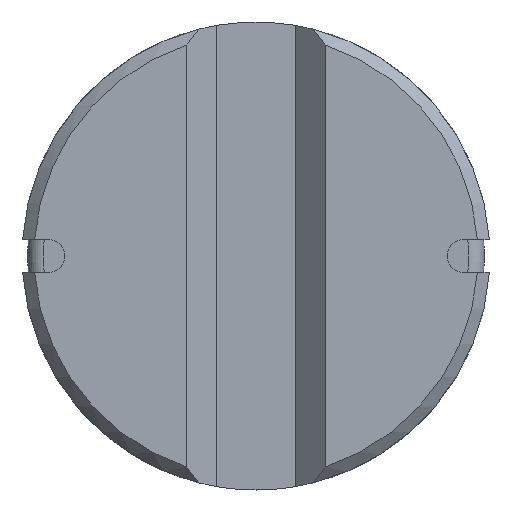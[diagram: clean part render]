
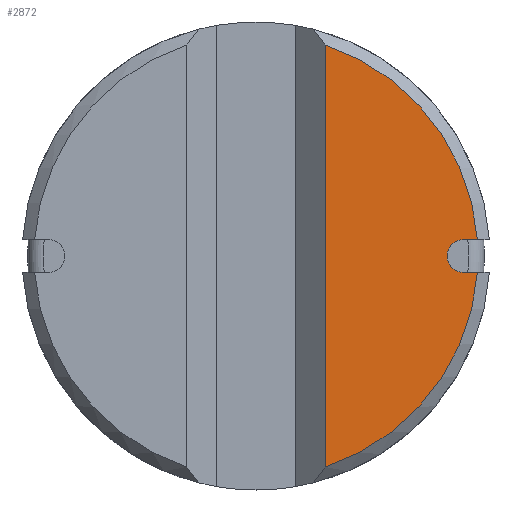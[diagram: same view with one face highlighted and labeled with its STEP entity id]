
A CAD part, front view. The second image highlights one B-rep face of the part: STEP entity #2872.
In plain terms, the highlighted planar face has unit normal (0, -1, 0).
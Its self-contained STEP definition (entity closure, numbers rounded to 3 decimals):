
#44 = CARTESIAN_POINT ( 'NONE',  ( 4.344, -0.127, 0. ) ) ;
#92 = DIRECTION ( 'NONE',  ( 0., 0., -1. ) ) ;
#107 = VERTEX_POINT ( 'NONE', #643 ) ;
#206 = CARTESIAN_POINT ( 'NONE',  ( 4.344, -0.127, 0. ) ) ;
#319 = DIRECTION ( 'NONE',  ( 0., 1., 0. ) ) ;
#391 = ORIENTED_EDGE ( 'NONE', *, *, #4108, .F. ) ;
#404 = DIRECTION ( 'NONE',  ( 0., 0., 1. ) ) ;
#593 = CARTESIAN_POINT ( 'NONE',  ( 1.45, -0.127, -4.418 ) ) ;
#643 = CARTESIAN_POINT ( 'NONE',  ( 4.344, -0.127, 0.344 ) ) ;
#804 = LINE ( 'NONE', #4831, #2491 ) ;
#842 = EDGE_CURVE ( 'NONE', #4654, #4544, #2501, .T. ) ;
#858 = CIRCLE ( 'NONE', #3505, 0.344 ) ;
#1035 = EDGE_LOOP ( 'NONE', ( #391, #1332, #3043, #3392, #4713, #2551 ) ) ;
#1046 = CIRCLE ( 'NONE', #4088, 4.65 ) ;
#1155 = EDGE_CURVE ( 'NONE', #4288, #107, #2085, .T. ) ;
#1226 = VERTEX_POINT ( 'NONE', #2135 ) ;
#1275 = CARTESIAN_POINT ( 'NONE',  ( 4.637, -0.127, 0.344 ) ) ;
#1332 = ORIENTED_EDGE ( 'NONE', *, *, #1155, .F. ) ;
#1346 = DIRECTION ( 'NONE',  ( 0., 0., 1. ) ) ;
#1472 = CARTESIAN_POINT ( 'NONE',  ( 1.45, -0.127, 4.418 ) ) ;
#1532 = DIRECTION ( 'NONE',  ( 0., 0., 1. ) ) ;
#1542 = CARTESIAN_POINT ( 'NONE',  ( 0., -0.127, 0. ) ) ;
#1840 = CIRCLE ( 'NONE', #2249, 4.65 ) ;
#2055 = VECTOR ( 'NONE', #1346, 1000. ) ;
#2085 = LINE ( 'NONE', #3645, #3853 ) ;
#2127 = DIRECTION ( 'NONE',  ( 0., 0., -1. ) ) ;
#2135 = CARTESIAN_POINT ( 'NONE',  ( 4.344, -0.127, -0.344 ) ) ;
#2249 = AXIS2_PLACEMENT_3D ( 'NONE', #3889, #319, #1532 ) ;
#2436 = PLANE ( 'NONE',  #2497 ) ;
#2491 = VECTOR ( 'NONE', #3629, 1000. ) ;
#2497 = AXIS2_PLACEMENT_3D ( 'NONE', #44, #4025, #92 ) ;
#2501 = LINE ( 'NONE', #4117, #2055 ) ;
#2551 = ORIENTED_EDGE ( 'NONE', *, *, #3312, .F. ) ;
#2872 = ADVANCED_FACE ( 'NONE', ( #3572 ), #2436, .T. ) ;
#3043 = ORIENTED_EDGE ( 'NONE', *, *, #4879, .F. ) ;
#3312 = EDGE_CURVE ( 'NONE', #1226, #4487, #804, .T. ) ;
#3392 = ORIENTED_EDGE ( 'NONE', *, *, #842, .F. ) ;
#3505 = AXIS2_PLACEMENT_3D ( 'NONE', #206, #4461, #2127 ) ;
#3572 = FACE_OUTER_BOUND ( 'NONE', #1035, .T. ) ;
#3629 = DIRECTION ( 'NONE',  ( 1., 0., 0. ) ) ;
#3645 = CARTESIAN_POINT ( 'NONE',  ( 4.344, -0.127, 0.344 ) ) ;
#3664 = EDGE_CURVE ( 'NONE', #4487, #4654, #1046, .T. ) ;
#3853 = VECTOR ( 'NONE', #4794, 1000. ) ;
#3889 = CARTESIAN_POINT ( 'NONE',  ( 0., -0.127, 0. ) ) ;
#3948 = DIRECTION ( 'NONE',  ( 0., 1., 0. ) ) ;
#4025 = DIRECTION ( 'NONE',  ( 0., -1., 0. ) ) ;
#4088 = AXIS2_PLACEMENT_3D ( 'NONE', #1542, #3948, #404 ) ;
#4108 = EDGE_CURVE ( 'NONE', #107, #1226, #858, .T. ) ;
#4117 = CARTESIAN_POINT ( 'NONE',  ( 1.45, -0.127, 4.418 ) ) ;
#4288 = VERTEX_POINT ( 'NONE', #1275 ) ;
#4461 = DIRECTION ( 'NONE',  ( 0., -1., 0. ) ) ;
#4487 = VERTEX_POINT ( 'NONE', #4645 ) ;
#4544 = VERTEX_POINT ( 'NONE', #1472 ) ;
#4645 = CARTESIAN_POINT ( 'NONE',  ( 4.637, -0.127, -0.344 ) ) ;
#4654 = VERTEX_POINT ( 'NONE', #593 ) ;
#4713 = ORIENTED_EDGE ( 'NONE', *, *, #3664, .F. ) ;
#4794 = DIRECTION ( 'NONE',  ( -1., 0., 0. ) ) ;
#4831 = CARTESIAN_POINT ( 'NONE',  ( 4.637, -0.127, -0.344 ) ) ;
#4879 = EDGE_CURVE ( 'NONE', #4544, #4288, #1840, .T. ) ;
